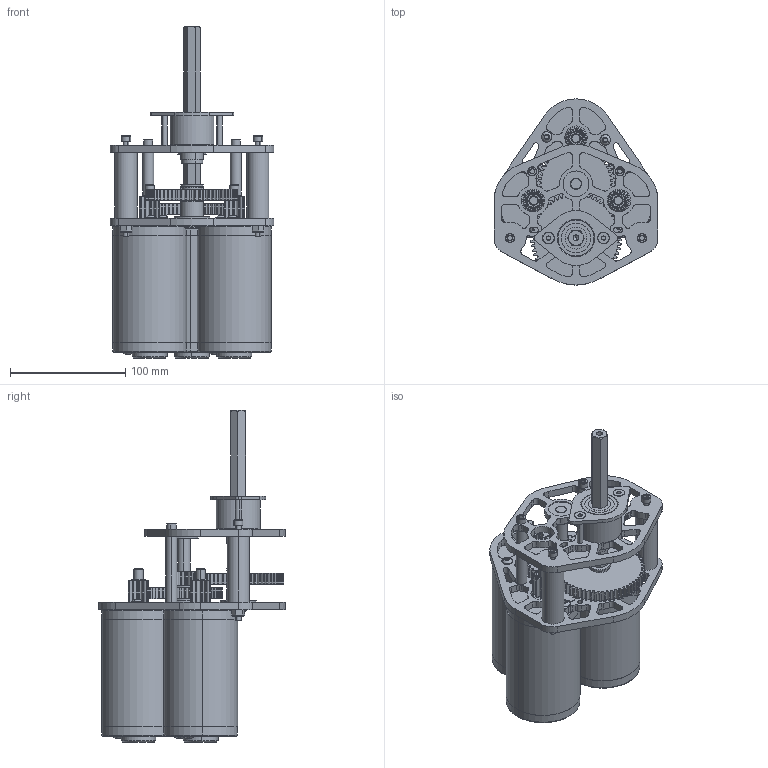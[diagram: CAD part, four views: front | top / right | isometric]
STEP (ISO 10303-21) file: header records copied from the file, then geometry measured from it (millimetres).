
FILE_DESCRIPTION (( 'STEP AP214' ), '1' );
FILE_NAME ('217-3422-STEP.STEP', '2013-12-10T18:58:02', ( '' ), ( '' ), 'SwSTEP 2.0', 'SolidWorks 2013', '' );
FILE_SCHEMA (( 'AUTOMOTIVE_DESIGN' ));
Length unit declared in the file: inch
Products named in the file (29): 217-2758-001 Rev1; 217-2734; 217-3257-001 Rev1; 217-2733; 217-3422-003 Rev1; 217-2731; 217-3422-002 Rev1; 217-3422-007 Rev1; 217-3422-STEP; 217-3422-006 Rev1; 217-3422-005 Rev1; 217-3421-011 Rev2_97633A200; 217-3421-010 Rev1; 217-3421-009 Rev1; 217-3422-004 Rev2; 217-3422-001 Rev1; 217-3421-004 Rev1; 217-3421-002 Rev1; 217-3421-001 Rev1; 217-2614-002_98430A132; 217-2000; 217-2761-001 rev1; 217-2714-002 Rev1_60t; 217-3263-001 Rev1; 217-2711-002 Rev1_50t; 217-3261-001 Rev1; 217-3100-001_14t; 217-3259-001 Rev1; 217-3099-001_12t
Assembly tree (50 placements, depth 2):
  217-3422-STEP
    217-2731
    217-2733  x2
    217-2734
    217-3099-001_12t  x3
    217-3100-001_14t
    217-2711-002 Rev1_50t
    217-2714-002 Rev1_60t
    217-2000  x3
    217-3421-001 Rev1
    217-3421-002 Rev1
    217-3421-004 Rev1
    217-3422-001 Rev1
    217-3422-004 Rev2
    217-3421-009 Rev1  x4
    217-3421-010 Rev1  x2
    217-3421-011 Rev2_97633A200
    217-3422-005 Rev1  x2
    217-3422-006 Rev1  x2
    217-3422-007 Rev1  x2
    217-3422-002 Rev1  x2
    217-3422-003 Rev1  x2
    217-3257-001 Rev1  x2
    217-2758-001 Rev1
    217-3259-001 Rev1
    217-3261-001 Rev1
    217-3263-001 Rev1
    217-2761-001 rev1  x3
    217-2614-002_98430A132  x6
Bounding box: 142.06 x 161.39 x 287.64 mm (x, y, z)
Volume: 1343255 mm3; surface area: 249396.6 mm2
Topology: 52 solids, 52 shells, 2257 faces, 5866 edges, 3771 vertices
Faces by surface type: cylinder 1199, plane 565, cone 301, bspline 160, torus 24, sphere 8
Entity records: 87657 total; most frequent: CARTESIAN_POINT 50652, ORIENTED_EDGE 7416, DIRECTION 7362, EDGE_CURVE 3708, AXIS2_PLACEMENT_3D 2846, VERTEX_POINT 2416, VECTOR 1670, LINE 1670
